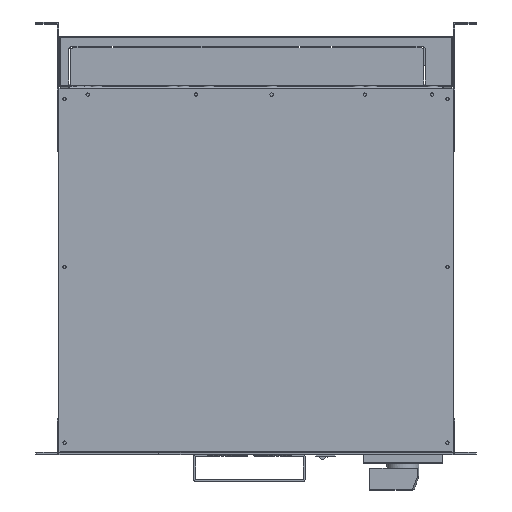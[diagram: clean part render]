
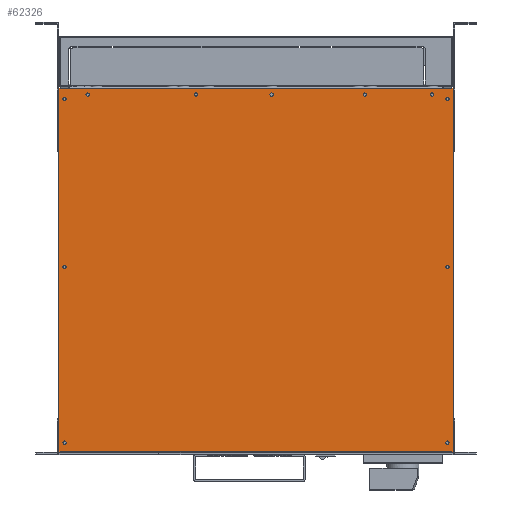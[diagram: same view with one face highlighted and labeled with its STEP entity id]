
A CAD part, top view. The second image highlights one B-rep face of the part: STEP entity #62326.
In plain terms, the highlighted planar face has unit normal (0, 0, 1).
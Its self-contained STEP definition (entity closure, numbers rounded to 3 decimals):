
#2059=FACE_BOUND('',#10277,.T.);
#2060=FACE_BOUND('',#10278,.T.);
#2061=FACE_BOUND('',#10279,.T.);
#2062=FACE_BOUND('',#10280,.T.);
#2063=FACE_BOUND('',#10281,.T.);
#2064=FACE_BOUND('',#10282,.T.);
#2065=FACE_BOUND('',#10283,.T.);
#2066=FACE_BOUND('',#10284,.T.);
#2067=FACE_BOUND('',#10285,.T.);
#2068=FACE_BOUND('',#10286,.T.);
#2069=FACE_BOUND('',#10287,.T.);
#3929=PLANE('',#70853);
#6707=FACE_OUTER_BOUND('',#10276,.T.);
#10276=EDGE_LOOP('',(#50955,#50956,#50957,#50958,#50959,#50960,#50961,#50962));
#10277=EDGE_LOOP('',(#50963));
#10278=EDGE_LOOP('',(#50964));
#10279=EDGE_LOOP('',(#50965));
#10280=EDGE_LOOP('',(#50966));
#10281=EDGE_LOOP('',(#50967));
#10282=EDGE_LOOP('',(#50968));
#10283=EDGE_LOOP('',(#50969));
#10284=EDGE_LOOP('',(#50970));
#10285=EDGE_LOOP('',(#50971));
#10286=EDGE_LOOP('',(#50972));
#10287=EDGE_LOOP('',(#50973));
#15833=LINE('',#100213,#22550);
#15836=LINE('',#100220,#22553);
#15846=LINE('',#100242,#22563);
#15850=LINE('',#100250,#22567);
#15857=LINE('',#100289,#22574);
#15895=LINE('',#100400,#22612);
#15897=LINE('',#100407,#22614);
#15898=LINE('',#100409,#22615);
#22550=VECTOR('',#82072,1.);
#22553=VECTOR('',#82077,1.);
#22563=VECTOR('',#82099,1.);
#22567=VECTOR('',#82107,1.);
#22574=VECTOR('',#82152,1.);
#22612=VECTOR('',#82264,1.);
#22614=VECTOR('',#82274,1.);
#22615=VECTOR('',#82277,1.);
#26716=CIRCLE('',#70796,1.75);
#26718=CIRCLE('',#70799,1.75);
#26720=CIRCLE('',#70802,1.75);
#26722=CIRCLE('',#70805,1.75);
#26724=CIRCLE('',#70808,1.75);
#26732=CIRCLE('',#70820,1.75);
#26733=CIRCLE('',#70822,1.75);
#26734=CIRCLE('',#70824,1.75);
#26735=CIRCLE('',#70826,1.75);
#26736=CIRCLE('',#70828,1.75);
#26737=CIRCLE('',#70830,1.75);
#30654=VERTEX_POINT('',#100199);
#30660=VERTEX_POINT('',#100212);
#30662=VERTEX_POINT('',#100218);
#30663=VERTEX_POINT('',#100219);
#30671=VERTEX_POINT('',#100248);
#30674=VERTEX_POINT('',#100258);
#30676=VERTEX_POINT('',#100264);
#30678=VERTEX_POINT('',#100270);
#30680=VERTEX_POINT('',#100276);
#30682=VERTEX_POINT('',#100282);
#30684=VERTEX_POINT('',#100288);
#30694=VERTEX_POINT('',#100314);
#30695=VERTEX_POINT('',#100318);
#30696=VERTEX_POINT('',#100322);
#30697=VERTEX_POINT('',#100326);
#30698=VERTEX_POINT('',#100330);
#30699=VERTEX_POINT('',#100334);
#30709=VERTEX_POINT('',#100361);
#30721=VERTEX_POINT('',#100402);
#37898=EDGE_CURVE('',#30654,#30660,#15833,.T.);
#37901=EDGE_CURVE('',#30662,#30663,#15836,.T.);
#37913=EDGE_CURVE('',#30663,#30654,#15846,.T.);
#37917=EDGE_CURVE('',#30662,#30671,#15850,.T.);
#37921=EDGE_CURVE('',#30674,#30674,#26716,.T.);
#37924=EDGE_CURVE('',#30676,#30676,#26718,.T.);
#37927=EDGE_CURVE('',#30678,#30678,#26720,.T.);
#37930=EDGE_CURVE('',#30680,#30680,#26722,.T.);
#37933=EDGE_CURVE('',#30682,#30682,#26724,.T.);
#37936=EDGE_CURVE('',#30684,#30660,#15857,.T.);
#37950=EDGE_CURVE('',#30694,#30694,#26732,.T.);
#37952=EDGE_CURVE('',#30695,#30695,#26733,.T.);
#37954=EDGE_CURVE('',#30696,#30696,#26734,.T.);
#37956=EDGE_CURVE('',#30697,#30697,#26735,.T.);
#37958=EDGE_CURVE('',#30698,#30698,#26736,.T.);
#37960=EDGE_CURVE('',#30699,#30699,#26737,.T.);
#37992=EDGE_CURVE('',#30684,#30709,#15895,.T.);
#37996=EDGE_CURVE('',#30721,#30671,#15897,.T.);
#37997=EDGE_CURVE('',#30709,#30721,#15898,.T.);
#50955=ORIENTED_EDGE('',*,*,#37901,.F.);
#50956=ORIENTED_EDGE('',*,*,#37917,.T.);
#50957=ORIENTED_EDGE('',*,*,#37996,.F.);
#50958=ORIENTED_EDGE('',*,*,#37997,.F.);
#50959=ORIENTED_EDGE('',*,*,#37992,.F.);
#50960=ORIENTED_EDGE('',*,*,#37936,.T.);
#50961=ORIENTED_EDGE('',*,*,#37898,.F.);
#50962=ORIENTED_EDGE('',*,*,#37913,.F.);
#50963=ORIENTED_EDGE('',*,*,#37921,.T.);
#50964=ORIENTED_EDGE('',*,*,#37924,.T.);
#50965=ORIENTED_EDGE('',*,*,#37927,.T.);
#50966=ORIENTED_EDGE('',*,*,#37930,.T.);
#50967=ORIENTED_EDGE('',*,*,#37933,.T.);
#50968=ORIENTED_EDGE('',*,*,#37950,.T.);
#50969=ORIENTED_EDGE('',*,*,#37952,.T.);
#50970=ORIENTED_EDGE('',*,*,#37954,.T.);
#50971=ORIENTED_EDGE('',*,*,#37956,.T.);
#50972=ORIENTED_EDGE('',*,*,#37958,.T.);
#50973=ORIENTED_EDGE('',*,*,#37960,.T.);
#62326=ADVANCED_FACE('',(#6707,#2059,#2060,#2061,#2062,#2063,#2064,#2065,
#2066,#2067,#2068,#2069),#3929,.T.);
#70796=AXIS2_PLACEMENT_3D('',#100259,#82117,#82118);
#70799=AXIS2_PLACEMENT_3D('',#100265,#82124,#82125);
#70802=AXIS2_PLACEMENT_3D('',#100271,#82131,#82132);
#70805=AXIS2_PLACEMENT_3D('',#100277,#82138,#82139);
#70808=AXIS2_PLACEMENT_3D('',#100283,#82145,#82146);
#70820=AXIS2_PLACEMENT_3D('',#100316,#82178,#82179);
#70822=AXIS2_PLACEMENT_3D('',#100320,#82183,#82184);
#70824=AXIS2_PLACEMENT_3D('',#100324,#82188,#82189);
#70826=AXIS2_PLACEMENT_3D('',#100328,#82193,#82194);
#70828=AXIS2_PLACEMENT_3D('',#100332,#82198,#82199);
#70830=AXIS2_PLACEMENT_3D('',#100336,#82203,#82204);
#70853=AXIS2_PLACEMENT_3D('',#100410,#82278,#82279);
#82072=DIRECTION('',(1.,0.,0.));
#82077=DIRECTION('',(1.,0.,0.));
#82099=DIRECTION('',(1.,0.,0.));
#82107=DIRECTION('',(0.,-1.,0.));
#82117=DIRECTION('center_axis',(0.,0.,-1.));
#82118=DIRECTION('ref_axis',(1.,0.,0.));
#82124=DIRECTION('center_axis',(0.,0.,-1.));
#82125=DIRECTION('ref_axis',(1.,0.,0.));
#82131=DIRECTION('center_axis',(0.,0.,-1.));
#82132=DIRECTION('ref_axis',(1.,0.,0.));
#82138=DIRECTION('center_axis',(0.,0.,-1.));
#82139=DIRECTION('ref_axis',(1.,0.,0.));
#82145=DIRECTION('center_axis',(0.,0.,-1.));
#82146=DIRECTION('ref_axis',(1.,0.,0.));
#82152=DIRECTION('',(0.,1.,0.));
#82178=DIRECTION('center_axis',(0.,0.,-1.));
#82179=DIRECTION('ref_axis',(1.,0.,0.));
#82183=DIRECTION('center_axis',(0.,0.,-1.));
#82184=DIRECTION('ref_axis',(1.,0.,0.));
#82188=DIRECTION('center_axis',(0.,0.,-1.));
#82189=DIRECTION('ref_axis',(1.,0.,0.));
#82193=DIRECTION('center_axis',(0.,0.,-1.));
#82194=DIRECTION('ref_axis',(1.,0.,0.));
#82198=DIRECTION('center_axis',(0.,0.,-1.));
#82199=DIRECTION('ref_axis',(1.,0.,0.));
#82203=DIRECTION('center_axis',(0.,0.,-1.));
#82204=DIRECTION('ref_axis',(1.,0.,0.));
#82264=DIRECTION('',(-1.,0.,0.));
#82274=DIRECTION('',(-1.,0.,0.));
#82277=DIRECTION('',(-1.,0.,0.));
#82278=DIRECTION('center_axis',(0.,0.,1.));
#82279=DIRECTION('ref_axis',(1.,0.,0.));
#100199=CARTESIAN_POINT('',(567.741,607.612,580.));
#100212=CARTESIAN_POINT('',(579.041,607.612,580.));
#100213=CARTESIAN_POINT('',(147.041,607.612,580.));
#100218=CARTESIAN_POINT('',(147.041,607.612,580.));
#100219=CARTESIAN_POINT('',(158.341,607.612,580.));
#100220=CARTESIAN_POINT('',(147.041,607.612,580.));
#100242=CARTESIAN_POINT('',(147.041,607.612,580.));
#100248=CARTESIAN_POINT('',(147.041,209.312,580.));
#100250=CARTESIAN_POINT('',(147.041,607.962,580.));
#100258=CARTESIAN_POINT('',(480.416,600.937,580.));
#100259=CARTESIAN_POINT('Origin',(482.166,600.937,580.));
#100264=CARTESIAN_POINT('',(295.541,600.937,580.));
#100265=CARTESIAN_POINT('Origin',(297.291,600.937,580.));
#100270=CARTESIAN_POINT('',(176.641,600.937,580.));
#100271=CARTESIAN_POINT('Origin',(178.391,600.937,580.));
#100276=CARTESIAN_POINT('',(378.291,600.937,580.));
#100277=CARTESIAN_POINT('Origin',(380.041,600.937,580.));
#100282=CARTESIAN_POINT('',(554.541,600.937,580.));
#100283=CARTESIAN_POINT('Origin',(556.291,600.937,580.));
#100288=CARTESIAN_POINT('',(579.041,209.312,580.));
#100289=CARTESIAN_POINT('',(579.041,607.962,580.));
#100314=CARTESIAN_POINT('',(571.216,411.812,580.));
#100316=CARTESIAN_POINT('Origin',(572.966,411.812,580.));
#100318=CARTESIAN_POINT('',(151.371,219.312,580.));
#100320=CARTESIAN_POINT('Origin',(153.121,219.312,580.));
#100322=CARTESIAN_POINT('',(151.371,596.112,580.));
#100324=CARTESIAN_POINT('Origin',(153.121,596.112,580.));
#100326=CARTESIAN_POINT('',(151.371,411.812,580.));
#100328=CARTESIAN_POINT('Origin',(153.121,411.812,580.));
#100330=CARTESIAN_POINT('',(571.216,596.112,580.));
#100332=CARTESIAN_POINT('Origin',(572.966,596.112,580.));
#100334=CARTESIAN_POINT('',(571.216,219.312,580.));
#100336=CARTESIAN_POINT('Origin',(572.966,219.312,580.));
#100361=CARTESIAN_POINT('',(567.691,209.312,580.));
#100400=CARTESIAN_POINT('',(363.041,209.312,580.));
#100402=CARTESIAN_POINT('',(158.391,209.312,580.));
#100407=CARTESIAN_POINT('',(363.041,209.312,580.));
#100409=CARTESIAN_POINT('',(363.041,209.312,580.));
#100410=CARTESIAN_POINT('Origin',(147.041,606.962,580.));
